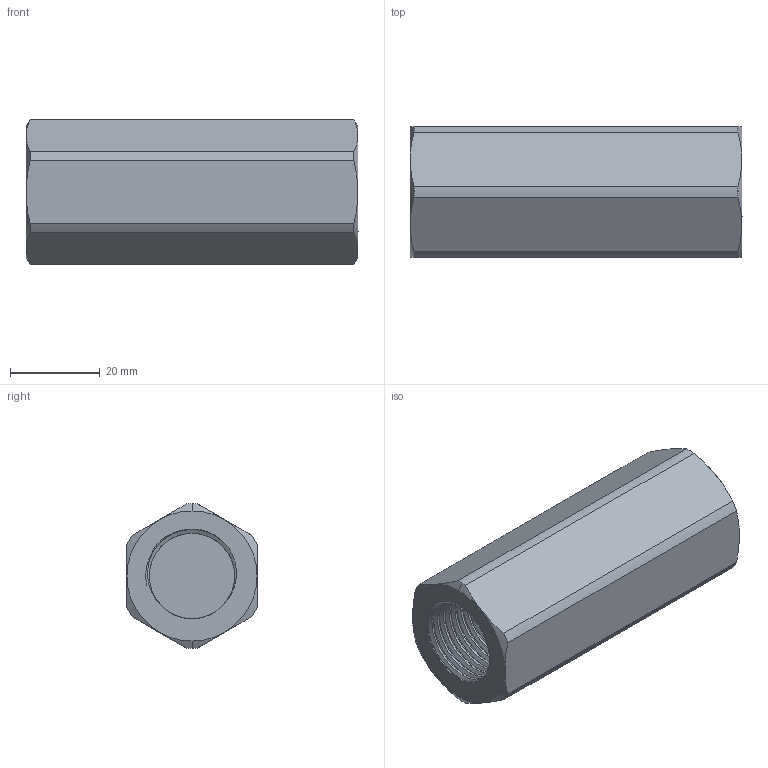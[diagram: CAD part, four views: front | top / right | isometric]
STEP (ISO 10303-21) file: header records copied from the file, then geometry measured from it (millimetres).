
FILE_DESCRIPTION (( 'STEP AP203' ), '1' );
FILE_NAME ('MEG04BG04B-HB.STEP', '2016-06-07T03:17:33', ( '' ), ( '' ), 'SwSTEP 2.0', 'SolidWorks 2012', '' );
FILE_SCHEMA (( 'CONFIG_CONTROL_DESIGN' ));
Length unit declared in the file: millimetre
Products named in the file (1): MEG04BG04B-HB
Bounding box: 73.85 x 29 x 32.2 mm (x, y, z)
Volume: 40386.8 mm3; surface area: 13544.2 mm2
Topology: 1 solids, 2 shells, 478 faces, 1341 edges, 886 vertices
Faces by surface type: cylinder 248, plane 190, bspline 27, cone 13
Entity records: 26449 total; most frequent: CARTESIAN_POINT 14309, ORIENTED_EDGE 2678, DIRECTION 2435, EDGE_CURVE 1339, VERTEX_POINT 886, AXIS2_PLACEMENT_3D 866, VECTOR 703, LINE 703
